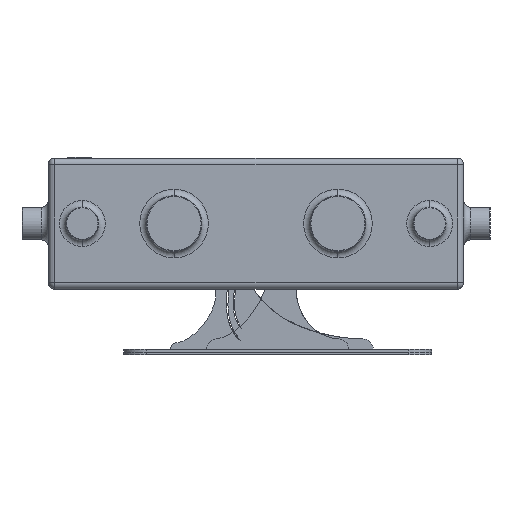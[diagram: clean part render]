
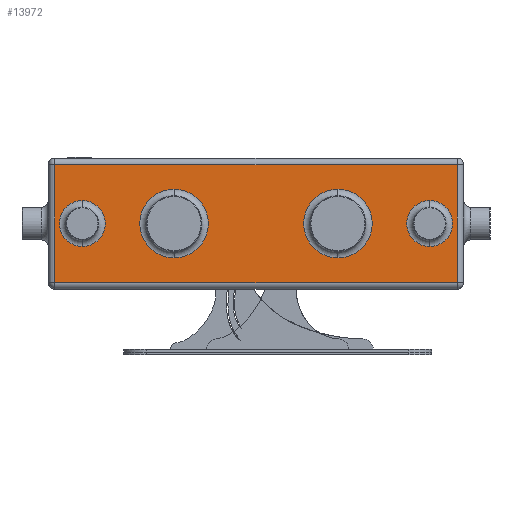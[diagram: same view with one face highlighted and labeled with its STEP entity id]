
A CAD part, left-side view. The second image highlights one B-rep face of the part: STEP entity #13972.
In plain terms, the highlighted planar face has unit normal (-1, 0, 0).
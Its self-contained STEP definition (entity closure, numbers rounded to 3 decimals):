
#235 = CARTESIAN_POINT ( 'NONE',  ( -50., -132.5, 0. ) ) ;
#984 = CIRCLE ( 'NONE', #7098, 26.2 ) ;
#1201 = CARTESIAN_POINT ( 'NONE',  ( -50., -158.5, 50. ) ) ;
#1323 = VERTEX_POINT ( 'NONE', #9384 ) ;
#1813 = DIRECTION ( 'NONE',  ( 0., -1., 0. ) ) ;
#2083 = EDGE_CURVE ( 'NONE', #24395, #1323, #4223, .T. ) ;
#2551 = ORIENTED_EDGE ( 'NONE', *, *, #23641, .T. ) ;
#2642 = ORIENTED_EDGE ( 'NONE', *, *, #25027, .T. ) ;
#2738 = EDGE_CURVE ( 'NONE', #1323, #14920, #9065, .T. ) ;
#3868 = CARTESIAN_POINT ( 'NONE',  ( -50., -153.5, 50. ) ) ;
#4079 = CARTESIAN_POINT ( 'NONE',  ( -50., 62.5, -26.2 ) ) ;
#4161 = AXIS2_PLACEMENT_3D ( 'NONE', #16009, #5816, #26468 ) ;
#4193 = VECTOR ( 'NONE', #24988, 1000. ) ;
#4223 = LINE ( 'NONE', #5942, #27745 ) ;
#4510 = ORIENTED_EDGE ( 'NONE', *, *, #10162, .T. ) ;
#4900 = AXIS2_PLACEMENT_3D ( 'NONE', #5157, #29443, #24227 ) ;
#5157 = CARTESIAN_POINT ( 'NONE',  ( -50., 62.5, 0. ) ) ;
#5640 = DIRECTION ( 'NONE',  ( 0., 0., -1. ) ) ;
#5755 = AXIS2_PLACEMENT_3D ( 'NONE', #1201, #21755, #9274 ) ;
#5816 = DIRECTION ( 'NONE',  ( 1., 0., 0. ) ) ;
#5923 = EDGE_LOOP ( 'NONE', ( #20337, #19344, #19066, #15082 ) ) ;
#5942 = CARTESIAN_POINT ( 'NONE',  ( -50., -158.5, 45. ) ) ;
#6220 = DIRECTION ( 'NONE',  ( 0., 0., -1. ) ) ;
#6264 = DIRECTION ( 'NONE',  ( 0., 1., 0. ) ) ;
#6598 = EDGE_CURVE ( 'NONE', #15541, #19488, #24648, .T. ) ;
#7098 = AXIS2_PLACEMENT_3D ( 'NONE', #19587, #14246, #16969 ) ;
#7149 = VERTEX_POINT ( 'NONE', #4079 ) ;
#8309 = LINE ( 'NONE', #12592, #11115 ) ;
#8348 = CIRCLE ( 'NONE', #4161, 26.2 ) ;
#8736 = EDGE_CURVE ( 'NONE', #26308, #24395, #15216, .T. ) ;
#9035 = CARTESIAN_POINT ( 'NONE',  ( -50., -62.5, -26.2 ) ) ;
#9065 = LINE ( 'NONE', #14886, #4193 ) ;
#9274 = DIRECTION ( 'NONE',  ( 0., 0., -1. ) ) ;
#9384 = CARTESIAN_POINT ( 'NONE',  ( -50., 153.5, 45. ) ) ;
#9750 = CARTESIAN_POINT ( 'NONE',  ( -50., -153.5, -45. ) ) ;
#9810 = EDGE_LOOP ( 'NONE', ( #13666, #2551 ) ) ;
#10162 = EDGE_CURVE ( 'NONE', #7149, #24249, #8348, .T. ) ;
#10462 = VERTEX_POINT ( 'NONE', #15301 ) ;
#10560 = AXIS2_PLACEMENT_3D ( 'NONE', #18799, #32112, #6220 ) ;
#10735 = DIRECTION ( 'NONE',  ( 1., 0., 0. ) ) ;
#11115 = VECTOR ( 'NONE', #1813, 1000. ) ;
#11178 = DIRECTION ( 'NONE',  ( 0., 0., -1. ) ) ;
#11950 = AXIS2_PLACEMENT_3D ( 'NONE', #25466, #30224, #30339 ) ;
#12592 = CARTESIAN_POINT ( 'NONE',  ( -50., -158.5, -45. ) ) ;
#12800 = CARTESIAN_POINT ( 'NONE',  ( -50., -132.5, -17.5 ) ) ;
#13234 = ORIENTED_EDGE ( 'NONE', *, *, #16034, .T. ) ;
#13365 = CARTESIAN_POINT ( 'NONE',  ( -50., 132.5, 0. ) ) ;
#13666 = ORIENTED_EDGE ( 'NONE', *, *, #6598, .T. ) ;
#13798 = FACE_BOUND ( 'NONE', #9810, .T. ) ;
#13972 = ADVANCED_FACE ( 'NONE', ( #16605, #22721, #33697, #27596, #13798 ), #22073, .F. ) ;
#14246 = DIRECTION ( 'NONE',  ( 1., 0., 0. ) ) ;
#14386 = VECTOR ( 'NONE', #24307, 1000. ) ;
#14600 = CARTESIAN_POINT ( 'NONE',  ( -50., -153.5, 45. ) ) ;
#14608 = VERTEX_POINT ( 'NONE', #20984 ) ;
#14612 = ORIENTED_EDGE ( 'NONE', *, *, #23126, .T. ) ;
#14886 = CARTESIAN_POINT ( 'NONE',  ( -50., 153.5, 50. ) ) ;
#14920 = VERTEX_POINT ( 'NONE', #25404 ) ;
#14953 = AXIS2_PLACEMENT_3D ( 'NONE', #26292, #10735, #5640 ) ;
#15082 = ORIENTED_EDGE ( 'NONE', *, *, #8736, .T. ) ;
#15216 = LINE ( 'NONE', #3868, #14386 ) ;
#15301 = CARTESIAN_POINT ( 'NONE',  ( -50., -62.5, 26.2 ) ) ;
#15541 = VERTEX_POINT ( 'NONE', #12800 ) ;
#15764 = VERTEX_POINT ( 'NONE', #9035 ) ;
#16009 = CARTESIAN_POINT ( 'NONE',  ( -50., 62.5, 0. ) ) ;
#16034 = EDGE_CURVE ( 'NONE', #24249, #7149, #31117, .T. ) ;
#16311 = CIRCLE ( 'NONE', #14953, 17.5 ) ;
#16435 = EDGE_LOOP ( 'NONE', ( #4510, #13234 ) ) ;
#16605 = FACE_OUTER_BOUND ( 'NONE', #5923, .T. ) ;
#16969 = DIRECTION ( 'NONE',  ( 0., 0., -1. ) ) ;
#18184 = AXIS2_PLACEMENT_3D ( 'NONE', #235, #23765, #25924 ) ;
#18580 = CARTESIAN_POINT ( 'NONE',  ( -50., 62.5, 26.2 ) ) ;
#18799 = CARTESIAN_POINT ( 'NONE',  ( -50., -62.5, 0. ) ) ;
#18883 = DIRECTION ( 'NONE',  ( 1., 0., 0. ) ) ;
#19066 = ORIENTED_EDGE ( 'NONE', *, *, #33059, .T. ) ;
#19344 = ORIENTED_EDGE ( 'NONE', *, *, #2738, .T. ) ;
#19488 = VERTEX_POINT ( 'NONE', #23722 ) ;
#19587 = CARTESIAN_POINT ( 'NONE',  ( -50., -62.5, 0. ) ) ;
#20326 = VERTEX_POINT ( 'NONE', #28190 ) ;
#20337 = ORIENTED_EDGE ( 'NONE', *, *, #2083, .T. ) ;
#20606 = EDGE_LOOP ( 'NONE', ( #31598, #2642 ) ) ;
#20794 = AXIS2_PLACEMENT_3D ( 'NONE', #13365, #18883, #11178 ) ;
#20984 = CARTESIAN_POINT ( 'NONE',  ( -50., 132.5, -17.5 ) ) ;
#21108 = ORIENTED_EDGE ( 'NONE', *, *, #23199, .T. ) ;
#21755 = DIRECTION ( 'NONE',  ( 1., 0., 0. ) ) ;
#22073 = PLANE ( 'NONE',  #5755 ) ;
#22721 = FACE_BOUND ( 'NONE', #16435, .T. ) ;
#23126 = EDGE_CURVE ( 'NONE', #14608, #20326, #26885, .T. ) ;
#23199 = EDGE_CURVE ( 'NONE', #20326, #14608, #16311, .T. ) ;
#23641 = EDGE_CURVE ( 'NONE', #19488, #15541, #30708, .T. ) ;
#23722 = CARTESIAN_POINT ( 'NONE',  ( -50., -132.5, 17.5 ) ) ;
#23765 = DIRECTION ( 'NONE',  ( 1., 0., 0. ) ) ;
#24227 = DIRECTION ( 'NONE',  ( 0., 0., -1. ) ) ;
#24249 = VERTEX_POINT ( 'NONE', #18580 ) ;
#24307 = DIRECTION ( 'NONE',  ( 0., 0., 1. ) ) ;
#24395 = VERTEX_POINT ( 'NONE', #14600 ) ;
#24648 = CIRCLE ( 'NONE', #11950, 17.5 ) ;
#24941 = EDGE_CURVE ( 'NONE', #15764, #10462, #28607, .T. ) ;
#24988 = DIRECTION ( 'NONE',  ( 0., 0., -1. ) ) ;
#25027 = EDGE_CURVE ( 'NONE', #10462, #15764, #984, .T. ) ;
#25404 = CARTESIAN_POINT ( 'NONE',  ( -50., 153.5, -45. ) ) ;
#25466 = CARTESIAN_POINT ( 'NONE',  ( -50., -132.5, 0. ) ) ;
#25924 = DIRECTION ( 'NONE',  ( 0., 0., -1. ) ) ;
#26292 = CARTESIAN_POINT ( 'NONE',  ( -50., 132.5, 0. ) ) ;
#26308 = VERTEX_POINT ( 'NONE', #9750 ) ;
#26468 = DIRECTION ( 'NONE',  ( 0., 0., -1. ) ) ;
#26885 = CIRCLE ( 'NONE', #20794, 17.5 ) ;
#27356 = EDGE_LOOP ( 'NONE', ( #14612, #21108 ) ) ;
#27596 = FACE_BOUND ( 'NONE', #27356, .T. ) ;
#27745 = VECTOR ( 'NONE', #6264, 1000. ) ;
#28190 = CARTESIAN_POINT ( 'NONE',  ( -50., 132.5, 17.5 ) ) ;
#28607 = CIRCLE ( 'NONE', #10560, 26.2 ) ;
#29443 = DIRECTION ( 'NONE',  ( 1., 0., 0. ) ) ;
#30224 = DIRECTION ( 'NONE',  ( 1., 0., 0. ) ) ;
#30339 = DIRECTION ( 'NONE',  ( 0., 0., -1. ) ) ;
#30708 = CIRCLE ( 'NONE', #18184, 17.5 ) ;
#31117 = CIRCLE ( 'NONE', #4900, 26.2 ) ;
#31598 = ORIENTED_EDGE ( 'NONE', *, *, #24941, .T. ) ;
#32112 = DIRECTION ( 'NONE',  ( 1., 0., 0. ) ) ;
#33059 = EDGE_CURVE ( 'NONE', #14920, #26308, #8309, .T. ) ;
#33697 = FACE_BOUND ( 'NONE', #20606, .T. ) ;
